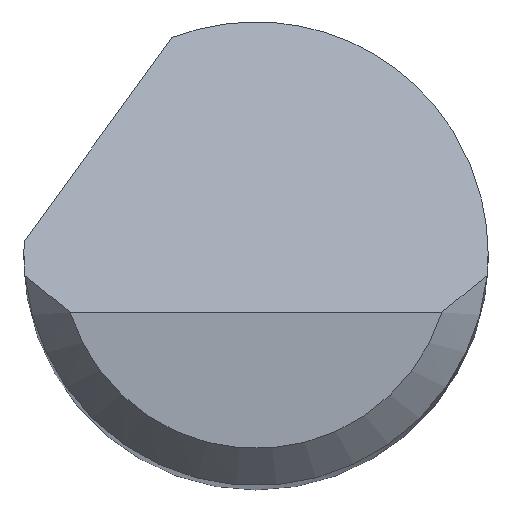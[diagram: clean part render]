
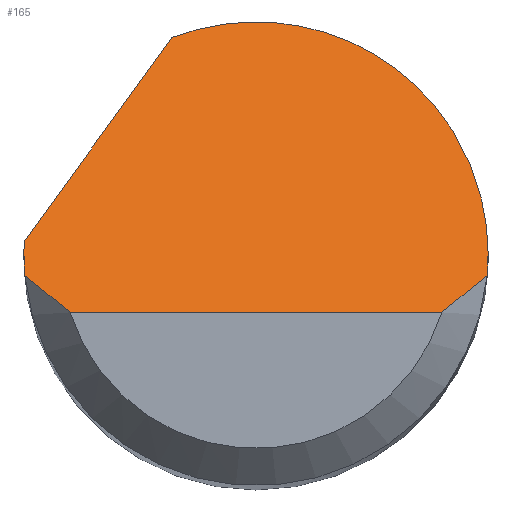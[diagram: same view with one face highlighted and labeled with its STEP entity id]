
A CAD part, top view. The second image highlights one B-rep face of the part: STEP entity #165.
In plain terms, the highlighted planar face has unit normal (0, 0.707, 0.707).
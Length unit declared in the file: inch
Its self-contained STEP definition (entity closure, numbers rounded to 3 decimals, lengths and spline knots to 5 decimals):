
#1 =( BOUNDED_CURVE ( )  B_SPLINE_CURVE ( 3, ( #839, #325, #617, #110 ),
 .UNSPECIFIED., .F., .T. ) 
 B_SPLINE_CURVE_WITH_KNOTS ( ( 4, 4 ),
 ( 4.71239, 4.76575 ),
 .UNSPECIFIED. ) 
 CURVE ( )  GEOMETRIC_REPRESENTATION_ITEM ( )  RATIONAL_B_SPLINE_CURVE ( ( 1., 1., 1., 1. ) ) 
 REPRESENTATION_ITEM ( '' )  );
#2 = AXIS2_PLACEMENT_3D ( 'NONE', #709, #577, #523 ) ;
#3 = FACE_OUTER_BOUND ( 'NONE', #553, .T. ) ;
#5 = ORIENTED_EDGE ( 'NONE', *, *, #12, .F. ) ;
#12 = EDGE_CURVE ( 'NONE', #425, #378, #98, .T. ) ;
#22 = VERTEX_POINT ( 'NONE', #239 ) ;
#24 = CARTESIAN_POINT ( 'NONE',  ( 0.09334, -0.00875, 1.485 ) ) ;
#36 = CARTESIAN_POINT ( 'NONE',  ( 0.08761, -0.01397, 1.49022 ) ) ;
#37 = ORIENTED_EDGE ( 'NONE', *, *, #531, .F. ) ;
#89 = CARTESIAN_POINT ( 'NONE',  ( -0.09334, -0.00875, 1.485 ) ) ;
#98 = LINE ( 'NONE', #687, #121 ) ;
#110 = CARTESIAN_POINT ( 'NONE',  ( -0.09362, 0.005, 1.47125 ) ) ;
#121 = VECTOR ( 'NONE', #624, 39.37008 ) ;
#127 = LINE ( 'NONE', #625, #153 ) ;
#134 = CARTESIAN_POINT ( 'NONE',  ( -0.09334, -0.00875, 1.485 ) ) ;
#153 = VECTOR ( 'NONE', #761, 39.37008 ) ;
#160 = CARTESIAN_POINT ( 'NONE',  ( 0.07508, -0.02375, 1.5 ) ) ;
#165 = ADVANCED_FACE ( 'NONE', ( #3 ), #267, .F. ) ;
#189 = ORIENTED_EDGE ( 'NONE', *, *, #221, .T. ) ;
#199 = ORIENTED_EDGE ( 'NONE', *, *, #742, .F. ) ;
#210 = CARTESIAN_POINT ( 'NONE',  ( -0.07508, -0.02375, 1.5 ) ) ;
#221 = EDGE_CURVE ( 'NONE', #618, #393, #778, .T. ) ;
#239 = CARTESIAN_POINT ( 'NONE',  ( 0.09334, -0.00875, 1.485 ) ) ;
#267 = PLANE ( 'NONE',  #2 ) ;
#270 = CARTESIAN_POINT ( 'NONE',  ( -0.03394, 0.08739, 1.38886 ) ) ;
#307 = EDGE_CURVE ( 'NONE', #618, #479, #605, .T. ) ;
#313 = CARTESIAN_POINT ( 'NONE',  ( 0.09375, -0.00292, 1.47917 ) ) ;
#325 = CARTESIAN_POINT ( 'NONE',  ( -0.09375, 0.00167, 1.47458 ) ) ;
#337 = CARTESIAN_POINT ( 'NONE',  ( 0.09375, 0., 1.47625 ) ) ;
#363 = CARTESIAN_POINT ( 'NONE',  ( 0.08157, -0.019, 1.49525 ) ) ;
#368 = CARTESIAN_POINT ( 'NONE',  ( -0.09334, -0.00875, 1.485 ) ) ;
#378 = VERTEX_POINT ( 'NONE', #730 ) ;
#393 = VERTEX_POINT ( 'NONE', #708 ) ;
#397 = CARTESIAN_POINT ( 'NONE',  ( -0.08761, -0.01397, 1.49022 ) ) ;
#408 = CARTESIAN_POINT ( 'NONE',  ( -0.09375, 0., 1.47625 ) ) ;
#417 = ORIENTED_EDGE ( 'NONE', *, *, #307, .F. ) ;
#425 = VERTEX_POINT ( 'NONE', #510 ) ;
#432 = CARTESIAN_POINT ( 'NONE',  ( 0.09375, 0., 1.47625 ) ) ;
#454 = CARTESIAN_POINT ( 'NONE',  ( 0.09334, -0.00875, 1.485 ) ) ;
#472 =( BOUNDED_CURVE ( )  B_SPLINE_CURVE ( 3, ( #270, #478, #732, #796 ),
 .UNSPECIFIED., .F., .T. ) 
 B_SPLINE_CURVE_WITH_KNOTS ( ( 4, 4 ),
 ( 5.91277, 7.85398 ),
 .UNSPECIFIED. ) 
 CURVE ( )  GEOMETRIC_REPRESENTATION_ITEM ( )  RATIONAL_B_SPLINE_CURVE ( ( 1., 0.71, 0.71, 1. ) ) 
 REPRESENTATION_ITEM ( '' )  );
#478 = CARTESIAN_POINT ( 'NONE',  ( 0.03379, 0.11369, 1.36256 ) ) ;
#479 = VERTEX_POINT ( 'NONE', #408 ) ;
#492 = ORIENTED_EDGE ( 'NONE', *, *, #737, .F. ) ;
#510 = CARTESIAN_POINT ( 'NONE',  ( -0.09362, 0.005, 1.47125 ) ) ;
#521 = ORIENTED_EDGE ( 'NONE', *, *, #806, .T. ) ;
#523 = DIRECTION ( 'NONE',  ( 0., 0.707, -0.707 ) ) ;
#531 = EDGE_CURVE ( 'NONE', #378, #562, #472, .T. ) ;
#538 = CARTESIAN_POINT ( 'NONE',  ( -0.09375, -0.00292, 1.47917 ) ) ;
#539 = CARTESIAN_POINT ( 'NONE',  ( 0.07508, -0.02375, 1.5 ) ) ;
#553 = EDGE_LOOP ( 'NONE', ( #521, #810, #492, #37, #5, #199, #417, #189 ) ) ;
#561 = CARTESIAN_POINT ( 'NONE',  ( 0.09361, -0.00584, 1.48209 ) ) ;
#562 = VERTEX_POINT ( 'NONE', #337 ) ;
#577 = DIRECTION ( 'NONE',  ( 0., -0.707, -0.707 ) ) ;
#603 = EDGE_CURVE ( 'NONE', #649, #22, #841, .T. ) ;
#605 =( BOUNDED_CURVE ( )  B_SPLINE_CURVE ( 3, ( #368, #614, #538, #752 ),
 .UNSPECIFIED., .F., .T. ) 
 B_SPLINE_CURVE_WITH_KNOTS ( ( 4, 4 ),
 ( 4.61892, 4.71239 ),
 .UNSPECIFIED. ) 
 CURVE ( )  GEOMETRIC_REPRESENTATION_ITEM ( )  RATIONAL_B_SPLINE_CURVE ( ( 1., 0.999, 0.999, 1. ) ) 
 REPRESENTATION_ITEM ( '' )  );
#614 = CARTESIAN_POINT ( 'NONE',  ( -0.09361, -0.00584, 1.48209 ) ) ;
#617 = CARTESIAN_POINT ( 'NONE',  ( -0.09371, 0.00333, 1.47292 ) ) ;
#618 = VERTEX_POINT ( 'NONE', #89 ) ;
#624 = DIRECTION ( 'NONE',  ( 0.456, 0.629, -0.629 ) ) ;
#625 = CARTESIAN_POINT ( 'NONE',  ( 0., -0.02375, 1.5 ) ) ;
#642 = CARTESIAN_POINT ( 'NONE',  ( -0.08157, -0.019, 1.49525 ) ) ;
#649 = VERTEX_POINT ( 'NONE', #539 ) ;
#687 = CARTESIAN_POINT ( 'NONE',  ( -0.11014, -0.01781, 1.49406 ) ) ;
#708 = CARTESIAN_POINT ( 'NONE',  ( -0.07508, -0.02375, 1.5 ) ) ;
#709 = CARTESIAN_POINT ( 'NONE',  ( -0.09375, -0.02375, 1.5 ) ) ;
#730 = CARTESIAN_POINT ( 'NONE',  ( -0.03394, 0.08739, 1.38886 ) ) ;
#732 = CARTESIAN_POINT ( 'NONE',  ( 0.09375, 0.07266, 1.40359 ) ) ;
#737 = EDGE_CURVE ( 'NONE', #562, #22, #791, .T. ) ;
#742 = EDGE_CURVE ( 'NONE', #479, #425, #1, .T. ) ;
#752 = CARTESIAN_POINT ( 'NONE',  ( -0.09375, 0., 1.47625 ) ) ;
#761 = DIRECTION ( 'NONE',  ( 1., 0., 0. ) ) ;
#778 = B_SPLINE_CURVE_WITH_KNOTS ( 'NONE', 3,
 ( #134, #397, #642, #210 ),
 .UNSPECIFIED., .F., .F.,
 ( 4, 4 ),
 ( 0., 0.00071 ),
 .UNSPECIFIED. ) ;
#791 =( BOUNDED_CURVE ( )  B_SPLINE_CURVE ( 3, ( #432, #313, #561, #454 ),
 .UNSPECIFIED., .F., .T. ) 
 B_SPLINE_CURVE_WITH_KNOTS ( ( 4, 4 ),
 ( 1.5708, 1.66427 ),
 .UNSPECIFIED. ) 
 CURVE ( )  GEOMETRIC_REPRESENTATION_ITEM ( )  RATIONAL_B_SPLINE_CURVE ( ( 1., 0.999, 0.999, 1. ) ) 
 REPRESENTATION_ITEM ( '' )  );
#796 = CARTESIAN_POINT ( 'NONE',  ( 0.09375, 0., 1.47625 ) ) ;
#806 = EDGE_CURVE ( 'NONE', #393, #649, #127, .T. ) ;
#810 = ORIENTED_EDGE ( 'NONE', *, *, #603, .T. ) ;
#839 = CARTESIAN_POINT ( 'NONE',  ( -0.09375, 0., 1.47625 ) ) ;
#841 = B_SPLINE_CURVE_WITH_KNOTS ( 'NONE', 3,
 ( #160, #363, #36, #24 ),
 .UNSPECIFIED., .F., .F.,
 ( 4, 4 ),
 ( 0., 0.00071 ),
 .UNSPECIFIED. ) ;
